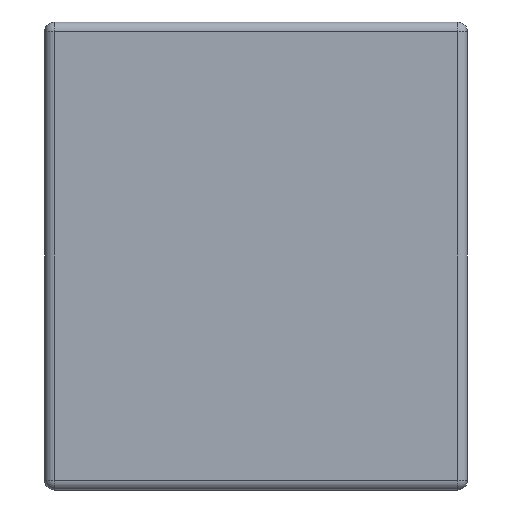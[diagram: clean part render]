
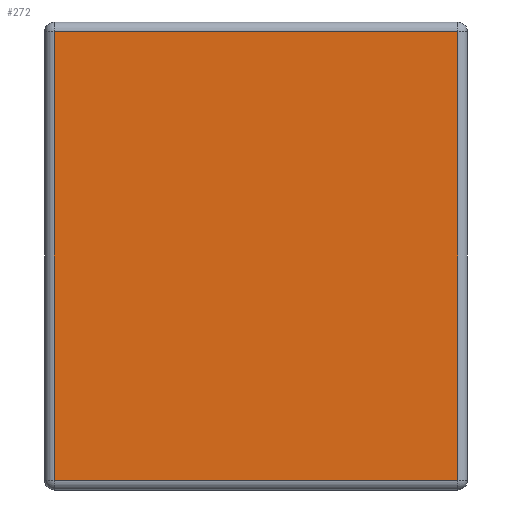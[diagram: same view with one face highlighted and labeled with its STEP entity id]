
A CAD part, left-side view. The second image highlights one B-rep face of the part: STEP entity #272.
In plain terms, the highlighted planar face has unit normal (-1, 0, 0).
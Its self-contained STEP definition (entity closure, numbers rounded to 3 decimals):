
#115 = LINE ( 'NONE', #3377, #4480 ) ;
#175 = AXIS2_PLACEMENT_3D ( 'NONE', #1436, #4352, #2457 ) ;
#252 = VERTEX_POINT ( 'NONE', #1385 ) ;
#272 = ADVANCED_FACE ( 'NONE', ( #3517 ), #296, .T. ) ;
#296 = PLANE ( 'NONE',  #175 ) ;
#301 = CARTESIAN_POINT ( 'NONE',  ( 0., 0.032, -1.518 ) ) ;
#310 = CARTESIAN_POINT ( 'NONE',  ( 0., 1.368, -1.55 ) ) ;
#442 = EDGE_CURVE ( 'NONE', #1614, #252, #115, .T. ) ;
#536 = EDGE_LOOP ( 'NONE', ( #2370, #2935, #2022, #2867 ) ) ;
#686 = VERTEX_POINT ( 'NONE', #3677 ) ;
#699 = LINE ( 'NONE', #3177, #3788 ) ;
#729 = LINE ( 'NONE', #310, #3434 ) ;
#913 = VERTEX_POINT ( 'NONE', #301 ) ;
#1073 = CARTESIAN_POINT ( 'NONE',  ( 0., 0.032, -0.032 ) ) ;
#1385 = CARTESIAN_POINT ( 'NONE',  ( 0., 1.368, -0.032 ) ) ;
#1436 = CARTESIAN_POINT ( 'NONE',  ( 0., 0., 0. ) ) ;
#1547 = VECTOR ( 'NONE', #1774, 1000. ) ;
#1594 = EDGE_CURVE ( 'NONE', #686, #913, #2889, .T. ) ;
#1614 = VERTEX_POINT ( 'NONE', #1073 ) ;
#1774 = DIRECTION ( 'NONE',  ( 0., -1., 0. ) ) ;
#2022 = ORIENTED_EDGE ( 'NONE', *, *, #442, .T. ) ;
#2370 = ORIENTED_EDGE ( 'NONE', *, *, #1594, .T. ) ;
#2457 = DIRECTION ( 'NONE',  ( 0., 0., 1. ) ) ;
#2468 = DIRECTION ( 'NONE',  ( 0., 0., 1. ) ) ;
#2867 = ORIENTED_EDGE ( 'NONE', *, *, #4319, .T. ) ;
#2889 = LINE ( 'NONE', #4300, #1547 ) ;
#2935 = ORIENTED_EDGE ( 'NONE', *, *, #3848, .T. ) ;
#2993 = DIRECTION ( 'NONE',  ( 0., 1., 0. ) ) ;
#3177 = CARTESIAN_POINT ( 'NONE',  ( 0., 0.032, 0. ) ) ;
#3204 = DIRECTION ( 'NONE',  ( 0., 0., -1. ) ) ;
#3377 = CARTESIAN_POINT ( 'NONE',  ( 0., 1.4, -0.032 ) ) ;
#3434 = VECTOR ( 'NONE', #3204, 1000. ) ;
#3517 = FACE_OUTER_BOUND ( 'NONE', #536, .T. ) ;
#3677 = CARTESIAN_POINT ( 'NONE',  ( 0., 1.368, -1.518 ) ) ;
#3788 = VECTOR ( 'NONE', #2468, 1000. ) ;
#3848 = EDGE_CURVE ( 'NONE', #913, #1614, #699, .T. ) ;
#4300 = CARTESIAN_POINT ( 'NONE',  ( 0., 0., -1.518 ) ) ;
#4319 = EDGE_CURVE ( 'NONE', #252, #686, #729, .T. ) ;
#4352 = DIRECTION ( 'NONE',  ( -1., 0., 0. ) ) ;
#4480 = VECTOR ( 'NONE', #2993, 1000. ) ;
